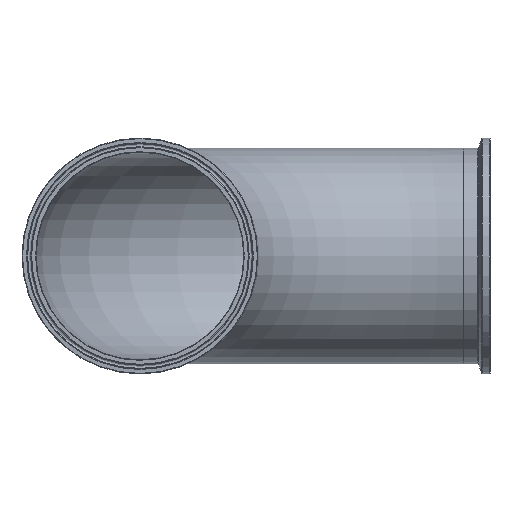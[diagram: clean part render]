
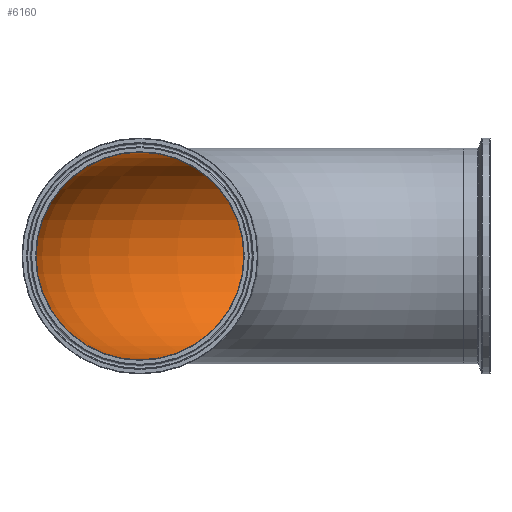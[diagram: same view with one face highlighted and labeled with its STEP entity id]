
A CAD part, front view. The second image highlights one B-rep face of the part: STEP entity #6160.
In plain terms, the highlighted toroidal (fillet/blend) face has major radius 228.6 mm and minor radius 73.431 mm.
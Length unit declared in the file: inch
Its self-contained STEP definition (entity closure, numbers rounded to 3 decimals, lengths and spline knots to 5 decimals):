
#29=CIRCLE('',#6355,2.891);
#30=CIRCLE('',#6356,2.891);
#101=FACE_BOUND('',#1729,.T.);
#1337=FACE_OUTER_BOUND('',#1728,.T.);
#1728=EDGE_LOOP('',(#5653));
#1729=EDGE_LOOP('',(#5654));
#2967=VERTEX_POINT('',#13980);
#2968=VERTEX_POINT('',#13982);
#3877=EDGE_CURVE('',#2967,#2967,#29,.T.);
#3878=EDGE_CURVE('',#2968,#2968,#30,.T.);
#5653=ORIENTED_EDGE('',*,*,#3877,.F.);
#5654=ORIENTED_EDGE('',*,*,#3878,.F.);
#5763=TOROIDAL_SURFACE('',#6354,9.,2.891);
#6160=ADVANCED_FACE('',(#1337,#101),#5763,.F.);
#6354=AXIS2_PLACEMENT_3D('',#13979,#7026,#7027);
#6355=AXIS2_PLACEMENT_3D('',#13981,#7028,#7029);
#6356=AXIS2_PLACEMENT_3D('',#13983,#7030,#7031);
#7026=DIRECTION('center_axis',(0.,0.,
-1.));
#7027=DIRECTION('ref_axis',(-1.,0.,0.));
#7028=DIRECTION('center_axis',(-1.,0.,0.));
#7029=DIRECTION('ref_axis',(0.,1.,0.));
#7030=DIRECTION('center_axis',(0.,1.,0.));
#7031=DIRECTION('ref_axis',(-1.,0.,0.));
#13979=CARTESIAN_POINT('Origin',(18.75,-0.00007,
-9.));
#13980=CARTESIAN_POINT('',(18.75,11.89093,-9.));
#13981=CARTESIAN_POINT('Origin',(18.75,8.99993,-9.));
#13982=CARTESIAN_POINT('',(6.859,-0.00007,-9.));
#13983=CARTESIAN_POINT('Origin',(9.75,-0.00007,
-9.));
